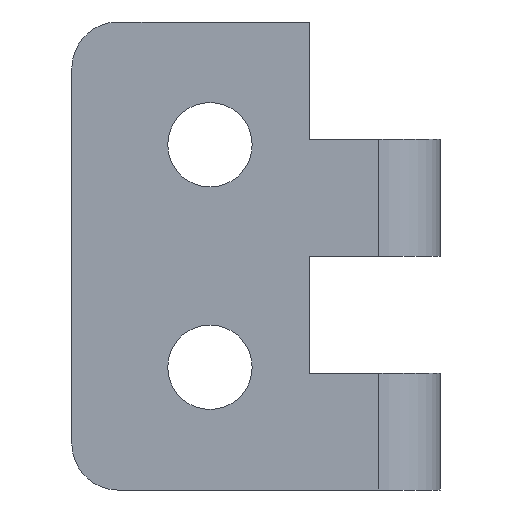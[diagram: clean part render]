
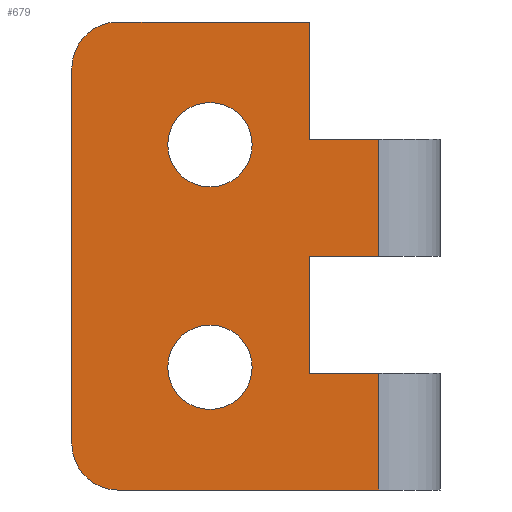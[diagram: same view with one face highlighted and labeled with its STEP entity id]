
A CAD part, front view. The second image highlights one B-rep face of the part: STEP entity #679.
In plain terms, the highlighted planar face has unit normal (0, -1, 0).
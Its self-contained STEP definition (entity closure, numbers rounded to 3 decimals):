
#5 = CARTESIAN_POINT ( 'NONE',  ( -17., -4., 15.25 ) ) ;
#6 = CARTESIAN_POINT ( 'NONE',  ( -11., -4., -10. ) ) ;
#7 = CARTESIAN_POINT ( 'NONE',  ( 0., -4., -0.01 ) ) ;
#13 = DIRECTION ( 'NONE',  ( -1., 0., 0. ) ) ;
#14 = CARTESIAN_POINT ( 'NONE',  ( 0., -4., -7.64 ) ) ;
#19 = CARTESIAN_POINT ( 'NONE',  ( -11., -4., -4.5 ) ) ;
#23 = CARTESIAN_POINT ( 'NONE',  ( -11., -4., 10. ) ) ;
#32 = CARTESIAN_POINT ( 'NONE',  ( -4.5, -4., -7.64 ) ) ;
#38 = CARTESIAN_POINT ( 'NONE',  ( -4.5, -4., -0.01 ) ) ;
#41 = CARTESIAN_POINT ( 'NONE',  ( -20., -4., 12.25 ) ) ;
#44 = CARTESIAN_POINT ( 'NONE',  ( -11., -4., 4.5 ) ) ;
#51 = CARTESIAN_POINT ( 'NONE',  ( -4.5, -4., 15.25 ) ) ;
#59 = CARTESIAN_POINT ( 'NONE',  ( 0., -4., 15.25 ) ) ;
#64 = DIRECTION ( 'NONE',  ( 0., -1., 0. ) ) ;
#66 = CARTESIAN_POINT ( 'NONE',  ( -4.5, -4., 15.25 ) ) ;
#70 = DIRECTION ( 'NONE',  ( 0., 0., -1. ) ) ;
#71 = DIRECTION ( 'NONE',  ( 0., 1., 0. ) ) ;
#74 = DIRECTION ( 'NONE',  ( 1., 0., 0. ) ) ;
#90 = CARTESIAN_POINT ( 'NONE',  ( -4.5, -4., 7.62 ) ) ;
#94 = CARTESIAN_POINT ( 'NONE',  ( -20., -4., -15.25 ) ) ;
#108 = DIRECTION ( 'NONE',  ( 0., 0., 1. ) ) ;
#119 = DIRECTION ( 'NONE',  ( 0., 1., 0. ) ) ;
#128 = CARTESIAN_POINT ( 'NONE',  ( -20., -4., 15.25 ) ) ;
#130 = DIRECTION ( 'NONE',  ( 0., 0., 1. ) ) ;
#132 = PLANE ( 'NONE',  #429 ) ;
#146 = CARTESIAN_POINT ( 'NONE',  ( -11., -4., -7.25 ) ) ;
#150 = DIRECTION ( 'NONE',  ( 0., 1., 0. ) ) ;
#151 = DIRECTION ( 'NONE',  ( 0., 0., -1. ) ) ;
#156 = DIRECTION ( 'NONE',  ( 0., 0., 1. ) ) ;
#160 = CARTESIAN_POINT ( 'NONE',  ( -11., -4., 7.25 ) ) ;
#161 = DIRECTION ( 'NONE',  ( -1., 0., 0. ) ) ;
#163 = CARTESIAN_POINT ( 'NONE',  ( -20., -4., 15.25 ) ) ;
#168 = CARTESIAN_POINT ( 'NONE',  ( -4.5, -4., -0.01 ) ) ;
#175 = CARTESIAN_POINT ( 'NONE',  ( -4.5, -4., -0.01 ) ) ;
#190 = CARTESIAN_POINT ( 'NONE',  ( -11., -4., -7.25 ) ) ;
#192 = DIRECTION ( 'NONE',  ( 0., 1., 0. ) ) ;
#195 = DIRECTION ( 'NONE',  ( 0., 0., -1. ) ) ;
#197 = CARTESIAN_POINT ( 'NONE',  ( -17., -4., -15.25 ) ) ;
#211 = CARTESIAN_POINT ( 'NONE',  ( 0., -4., 15.25 ) ) ;
#218 = DIRECTION ( 'NONE',  ( 0., 0., -1. ) ) ;
#228 = CARTESIAN_POINT ( 'NONE',  ( 0., -4., -15.25 ) ) ;
#233 = DIRECTION ( 'NONE',  ( 0., 1., 0. ) ) ;
#248 = DIRECTION ( 'NONE',  ( 0., 0., 1. ) ) ;
#270 = CARTESIAN_POINT ( 'NONE',  ( -20., -4., 15.25 ) ) ;
#272 = DIRECTION ( 'NONE',  ( 1., 0., 0. ) ) ;
#273 = CARTESIAN_POINT ( 'NONE',  ( -17., -4., 12.25 ) ) ;
#274 = DIRECTION ( 'NONE',  ( -1., 0., 0. ) ) ;
#275 = DIRECTION ( 'NONE',  ( 0., -1., 0. ) ) ;
#276 = CARTESIAN_POINT ( 'NONE',  ( -4.5, -4., -7.64 ) ) ;
#277 = DIRECTION ( 'NONE',  ( 1., 0., 0. ) ) ;
#278 = CARTESIAN_POINT ( 'NONE',  ( -17., -4., -12.25 ) ) ;
#291 = CARTESIAN_POINT ( 'NONE',  ( -20., -4., -12.25 ) ) ;
#293 = CARTESIAN_POINT ( 'NONE',  ( 4., -4., 7.62 ) ) ;
#295 = DIRECTION ( 'NONE',  ( 0., 0., -1. ) ) ;
#297 = DIRECTION ( 'NONE',  ( 1., 0., 0. ) ) ;
#300 = CARTESIAN_POINT ( 'NONE',  ( 0., -4., 7.62 ) ) ;
#315 = DIRECTION ( 'NONE',  ( -1., 0., 0. ) ) ;
#317 = CARTESIAN_POINT ( 'NONE',  ( -11., -4., 7.25 ) ) ;
#326 = VERTEX_POINT ( 'NONE', #51 ) ;
#328 = VERTEX_POINT ( 'NONE', #7 ) ;
#333 = VERTEX_POINT ( 'NONE', #23 ) ;
#337 = VERTEX_POINT ( 'NONE', #19 ) ;
#338 = ORIENTED_EDGE ( 'NONE', *, *, #760, .T. ) ;
#340 = VERTEX_POINT ( 'NONE', #6 ) ;
#341 = VERTEX_POINT ( 'NONE', #32 ) ;
#342 = VERTEX_POINT ( 'NONE', #5 ) ;
#343 = VERTEX_POINT ( 'NONE', #14 ) ;
#347 = VERTEX_POINT ( 'NONE', #41 ) ;
#353 = VERTEX_POINT ( 'NONE', #44 ) ;
#356 = EDGE_CURVE ( 'NONE', #328, #904, #475, .T. ) ;
#364 = AXIS2_PLACEMENT_3D ( 'NONE', #146, #71, #130 ) ;
#370 = EDGE_CURVE ( 'NONE', #340, #337, #501, .T. ) ;
#371 = EDGE_CURVE ( 'NONE', #333, #353, #499, .T. ) ;
#375 = EDGE_CURVE ( 'NONE', #893, #873, #508, .T. ) ;
#380 = EDGE_CURVE ( 'NONE', #347, #864, #515, .T. ) ;
#385 = EDGE_CURVE ( 'NONE', #869, #328, #524, .T. ) ;
#387 = EDGE_CURVE ( 'NONE', #904, #341, #528, .T. ) ;
#388 = EDGE_CURVE ( 'NONE', #337, #340, #529, .T. ) ;
#396 = AXIS2_PLACEMENT_3D ( 'NONE', #317, #233, #108 ) ;
#401 = EDGE_CURVE ( 'NONE', #887, #869, #544, .T. ) ;
#410 = AXIS2_PLACEMENT_3D ( 'NONE', #190, #119, #248 ) ;
#429 = AXIS2_PLACEMENT_3D ( 'NONE', #163, #192, #315 ) ;
#445 = AXIS2_PLACEMENT_3D ( 'NONE', #160, #150, #156 ) ;
#447 = AXIS2_PLACEMENT_3D ( 'NONE', #273, #275, #274 ) ;
#448 = AXIS2_PLACEMENT_3D ( 'NONE', #278, #64, #161 ) ;
#475 = LINE ( 'NONE', #38, #481 ) ;
#481 = VECTOR ( 'NONE', #13, 1000. ) ;
#499 = CIRCLE ( 'NONE', #396, 2.75 ) ;
#501 = CIRCLE ( 'NONE', #364, 2.75 ) ;
#508 = LINE ( 'NONE', #94, #511 ) ;
#511 = VECTOR ( 'NONE', #74, 1000. ) ;
#515 = LINE ( 'NONE', #128, #519 ) ;
#519 = VECTOR ( 'NONE', #295, 1000. ) ;
#524 = LINE ( 'NONE', #211, #527 ) ;
#527 = VECTOR ( 'NONE', #218, 1000. ) ;
#528 = LINE ( 'NONE', #175, #530 ) ;
#529 = CIRCLE ( 'NONE', #410, 2.75 ) ;
#530 = VECTOR ( 'NONE', #70, 1000. ) ;
#544 = LINE ( 'NONE', #293, #547 ) ;
#547 = VECTOR ( 'NONE', #297, 1000. ) ;
#566 = FACE_BOUND ( 'NONE', #871, .T. ) ;
#569 = FACE_OUTER_BOUND ( 'NONE', #868, .T. ) ;
#573 = FACE_BOUND ( 'NONE', #836, .T. ) ;
#605 = LINE ( 'NONE', #66, #606 ) ;
#606 = VECTOR ( 'NONE', #195, 1000. ) ;
#609 = CIRCLE ( 'NONE', #445, 2.75 ) ;
#613 = LINE ( 'NONE', #270, #616 ) ;
#615 = CIRCLE ( 'NONE', #447, 3. ) ;
#616 = VECTOR ( 'NONE', #272, 1000. ) ;
#617 = CIRCLE ( 'NONE', #448, 3. ) ;
#619 = LINE ( 'NONE', #276, #621 ) ;
#621 = VECTOR ( 'NONE', #277, 1000. ) ;
#630 = LINE ( 'NONE', #59, #632 ) ;
#632 = VECTOR ( 'NONE', #151, 1000. ) ;
#679 = ADVANCED_FACE ( 'NONE', ( #566, #573, #569 ), #132, .F. ) ;
#698 = ORIENTED_EDGE ( 'NONE', *, *, #764, .T. ) ;
#706 = ORIENTED_EDGE ( 'NONE', *, *, #765, .T. ) ;
#718 = ORIENTED_EDGE ( 'NONE', *, *, #388, .T. ) ;
#719 = ORIENTED_EDGE ( 'NONE', *, *, #777, .F. ) ;
#722 = ORIENTED_EDGE ( 'NONE', *, *, #763, .F. ) ;
#733 = ORIENTED_EDGE ( 'NONE', *, *, #356, .F. ) ;
#738 = ORIENTED_EDGE ( 'NONE', *, *, #375, .T. ) ;
#740 = ORIENTED_EDGE ( 'NONE', *, *, #756, .F. ) ;
#742 = ORIENTED_EDGE ( 'NONE', *, *, #387, .F. ) ;
#749 = ORIENTED_EDGE ( 'NONE', *, *, #401, .F. ) ;
#756 = EDGE_CURVE ( 'NONE', #326, #887, #605, .T. ) ;
#760 = EDGE_CURVE ( 'NONE', #353, #333, #609, .T. ) ;
#763 = EDGE_CURVE ( 'NONE', #342, #326, #613, .T. ) ;
#764 = EDGE_CURVE ( 'NONE', #342, #347, #615, .T. ) ;
#765 = EDGE_CURVE ( 'NONE', #864, #893, #617, .T. ) ;
#767 = EDGE_CURVE ( 'NONE', #341, #343, #619, .T. ) ;
#777 = EDGE_CURVE ( 'NONE', #343, #873, #630, .T. ) ;
#784 = ORIENTED_EDGE ( 'NONE', *, *, #767, .F. ) ;
#789 = ORIENTED_EDGE ( 'NONE', *, *, #380, .T. ) ;
#822 = ORIENTED_EDGE ( 'NONE', *, *, #371, .T. ) ;
#824 = ORIENTED_EDGE ( 'NONE', *, *, #385, .F. ) ;
#836 = EDGE_LOOP ( 'NONE', ( #822, #338 ) ) ;
#861 = ORIENTED_EDGE ( 'NONE', *, *, #370, .T. ) ;
#864 = VERTEX_POINT ( 'NONE', #291 ) ;
#868 = EDGE_LOOP ( 'NONE', ( #722, #698, #789, #706, #738, #719, #784, #742, #733, #824, #749, #740 ) ) ;
#869 = VERTEX_POINT ( 'NONE', #300 ) ;
#871 = EDGE_LOOP ( 'NONE', ( #718, #861 ) ) ;
#873 = VERTEX_POINT ( 'NONE', #228 ) ;
#887 = VERTEX_POINT ( 'NONE', #90 ) ;
#893 = VERTEX_POINT ( 'NONE', #197 ) ;
#904 = VERTEX_POINT ( 'NONE', #168 ) ;
